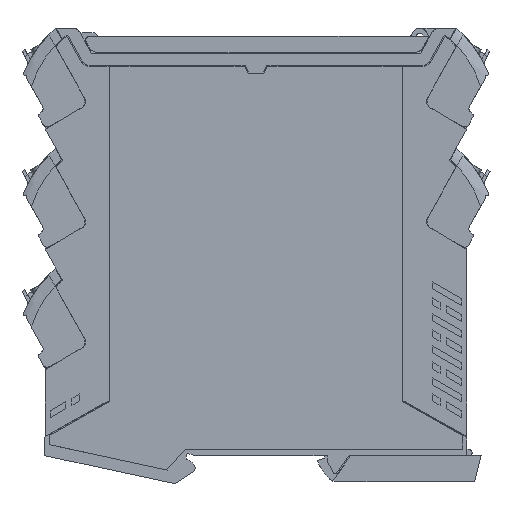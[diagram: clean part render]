
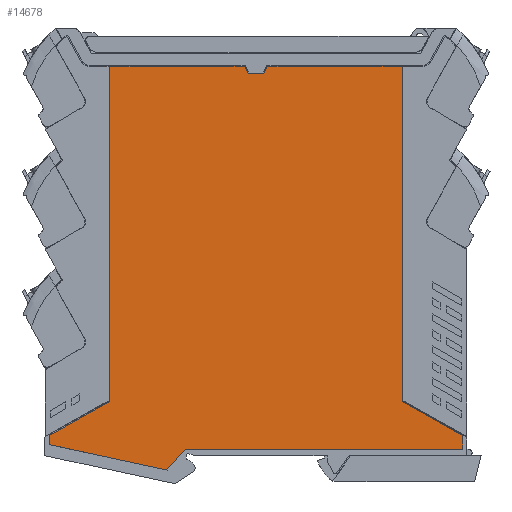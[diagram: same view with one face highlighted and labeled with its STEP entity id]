
A CAD part, left-side view. The second image highlights one B-rep face of the part: STEP entity #14678.
In plain terms, the highlighted planar face has unit normal (-1, 0, 0).
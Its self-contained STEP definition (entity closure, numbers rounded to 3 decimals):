
#2476=AXIS2_PLACEMENT_3D('Plane Axis2P3D',#2473,#2474,#2475) ;
#2473=CARTESIAN_POINT('Axis2P3D Location',(0.,111.367,8.535)) ;
#10454=CARTESIAN_POINT('Vertex',(0.,22.005,20.571)) ;
#10457=CARTESIAN_POINT('Line Origine',(0.,14.389,16.305)) ;
#10461=CARTESIAN_POINT('Vertex',(0.,6.773,12.04)) ;
#10486=CARTESIAN_POINT('Vertex',(0.,22.005,104.524)) ;
#10489=CARTESIAN_POINT('Line Origine',(0.,22.005,62.547)) ;
#10502=CARTESIAN_POINT('Line Origine',(0.,37.14,104.524)) ;
#10506=CARTESIAN_POINT('Vertex',(0.,52.274,104.524)) ;
#10513=CARTESIAN_POINT('Vertex',(0.,55.774,104.524)) ;
#10516=CARTESIAN_POINT('Line Origine',(0.,54.024,104.524)) ;
#10539=CARTESIAN_POINT('Vertex',(0.,56.66,102.624)) ;
#10542=CARTESIAN_POINT('Line Origine',(0.,56.217,103.574)) ;
#10564=CARTESIAN_POINT('Vertex',(0.,60.55,102.624)) ;
#10567=CARTESIAN_POINT('Line Origine',(0.,58.605,102.624)) ;
#10589=CARTESIAN_POINT('Vertex',(0.,61.436,104.524)) ;
#10592=CARTESIAN_POINT('Line Origine',(0.,60.993,103.574)) ;
#10605=CARTESIAN_POINT('Line Origine',(0.,63.186,104.524)) ;
#10609=CARTESIAN_POINT('Vertex',(0.,64.936,104.524)) ;
#10616=CARTESIAN_POINT('Vertex',(0.,95.205,104.524)) ;
#10619=CARTESIAN_POINT('Line Origine',(0.,80.07,104.524)) ;
#10642=CARTESIAN_POINT('Vertex',(0.,95.205,20.571)) ;
#10645=CARTESIAN_POINT('Line Origine',(0.,95.205,62.547)) ;
#10667=CARTESIAN_POINT('Vertex',(0.,110.437,12.04)) ;
#10670=CARTESIAN_POINT('Line Origine',(0.,102.821,16.305)) ;
#10692=CARTESIAN_POINT('Vertex',(0.,110.437,9.771)) ;
#10695=CARTESIAN_POINT('Line Origine',(0.,110.437,10.906)) ;
#10717=CARTESIAN_POINT('Vertex',(0.,80.884,3.413)) ;
#10720=CARTESIAN_POINT('Line Origine',(0.,95.661,6.592)) ;
#10742=CARTESIAN_POINT('Line Origine',(0.,78.847,5.745)) ;
#10746=CARTESIAN_POINT('Vertex',(0.,76.81,8.077)) ;
#10753=CARTESIAN_POINT('Vertex',(0.,76.332,8.624)) ;
#10756=CARTESIAN_POINT('Line Origine',(0.,76.568,8.353)) ;
#10760=CARTESIAN_POINT('Vertex',(0.,76.805,8.082)) ;
#10763=CARTESIAN_POINT('Line Origine',(0.,76.808,8.079)) ;
#10789=CARTESIAN_POINT('Vertex',(0.,6.773,8.624)) ;
#10792=CARTESIAN_POINT('Line Origine',(0.,41.552,8.624)) ;
#10810=CARTESIAN_POINT('Line Origine',(0.,6.773,10.332)) ;
#2474=DIRECTION('Axis2P3D Direction',(-1.,0.,0.)) ;
#2475=DIRECTION('Axis2P3D XDirection',(0.,-1.,0.)) ;
#10458=DIRECTION('Vector Direction',(0.,0.872,0.489)) ;
#10490=DIRECTION('Vector Direction',(0.,0.,1.)) ;
#10503=DIRECTION('Vector Direction',(0.,1.,0.)) ;
#10517=DIRECTION('Vector Direction',(0.,1.,0.)) ;
#10543=DIRECTION('Vector Direction',(0.,-0.423,0.906)) ;
#10568=DIRECTION('Vector Direction',(0.,1.,0.)) ;
#10593=DIRECTION('Vector Direction',(0.,0.423,0.906)) ;
#10606=DIRECTION('Vector Direction',(0.,1.,0.)) ;
#10620=DIRECTION('Vector Direction',(0.,1.,0.)) ;
#10646=DIRECTION('Vector Direction',(0.,0.,-1.)) ;
#10671=DIRECTION('Vector Direction',(0.,0.872,-0.489)) ;
#10696=DIRECTION('Vector Direction',(0.,0.,-1.)) ;
#10721=DIRECTION('Vector Direction',(0.,-0.978,-0.21)) ;
#10743=DIRECTION('Vector Direction',(0.,-0.658,0.753)) ;
#10757=DIRECTION('Vector Direction',(0.,-0.658,0.753)) ;
#10764=DIRECTION('Vector Direction',(0.,-0.658,0.753)) ;
#10793=DIRECTION('Vector Direction',(0.,1.,0.)) ;
#10811=DIRECTION('Vector Direction',(0.,0.,1.)) ;
#10459=VECTOR('Line Direction',#10458,1.) ;
#10491=VECTOR('Line Direction',#10490,1.) ;
#10504=VECTOR('Line Direction',#10503,1.) ;
#10518=VECTOR('Line Direction',#10517,1.) ;
#10544=VECTOR('Line Direction',#10543,1.) ;
#10569=VECTOR('Line Direction',#10568,1.) ;
#10594=VECTOR('Line Direction',#10593,1.) ;
#10607=VECTOR('Line Direction',#10606,1.) ;
#10621=VECTOR('Line Direction',#10620,1.) ;
#10647=VECTOR('Line Direction',#10646,1.) ;
#10672=VECTOR('Line Direction',#10671,1.) ;
#10697=VECTOR('Line Direction',#10696,1.) ;
#10722=VECTOR('Line Direction',#10721,1.) ;
#10744=VECTOR('Line Direction',#10743,1.) ;
#10758=VECTOR('Line Direction',#10757,1.) ;
#10765=VECTOR('Line Direction',#10764,1.) ;
#10794=VECTOR('Line Direction',#10793,1.) ;
#10812=VECTOR('Line Direction',#10811,1.) ;
#14659=ORIENTED_EDGE('',*,*,#10571,.T.) ;
#14660=ORIENTED_EDGE('',*,*,#10596,.T.) ;
#14661=ORIENTED_EDGE('',*,*,#10611,.T.) ;
#14662=ORIENTED_EDGE('',*,*,#10623,.T.) ;
#14663=ORIENTED_EDGE('',*,*,#10649,.T.) ;
#14664=ORIENTED_EDGE('',*,*,#10674,.T.) ;
#14665=ORIENTED_EDGE('',*,*,#10699,.T.) ;
#14666=ORIENTED_EDGE('',*,*,#10724,.T.) ;
#14667=ORIENTED_EDGE('',*,*,#10748,.T.) ;
#14668=ORIENTED_EDGE('',*,*,#10767,.T.) ;
#14669=ORIENTED_EDGE('',*,*,#10762,.T.) ;
#14670=ORIENTED_EDGE('',*,*,#10796,.T.) ;
#14671=ORIENTED_EDGE('',*,*,#10814,.T.) ;
#14672=ORIENTED_EDGE('',*,*,#10463,.T.) ;
#14673=ORIENTED_EDGE('',*,*,#10493,.T.) ;
#14674=ORIENTED_EDGE('',*,*,#10508,.T.) ;
#14675=ORIENTED_EDGE('',*,*,#10520,.T.) ;
#14676=ORIENTED_EDGE('',*,*,#10546,.T.) ;
#14678=ADVANCED_FACE('GEHAEUSE',(#14677),#2477,.T.) ;
#10463=EDGE_CURVE('',#10462,#10455,#10460,.T.) ;
#10493=EDGE_CURVE('',#10455,#10487,#10492,.T.) ;
#10508=EDGE_CURVE('',#10487,#10507,#10505,.T.) ;
#10520=EDGE_CURVE('',#10507,#10514,#10519,.T.) ;
#10546=EDGE_CURVE('',#10514,#10540,#10545,.F.) ;
#10571=EDGE_CURVE('',#10540,#10565,#10570,.T.) ;
#10596=EDGE_CURVE('',#10565,#10590,#10595,.T.) ;
#10611=EDGE_CURVE('',#10590,#10610,#10608,.T.) ;
#10623=EDGE_CURVE('',#10610,#10617,#10622,.T.) ;
#10649=EDGE_CURVE('',#10617,#10643,#10648,.T.) ;
#10674=EDGE_CURVE('',#10643,#10668,#10673,.T.) ;
#10699=EDGE_CURVE('',#10668,#10693,#10698,.T.) ;
#10724=EDGE_CURVE('',#10693,#10718,#10723,.T.) ;
#10748=EDGE_CURVE('',#10718,#10747,#10745,.T.) ;
#10762=EDGE_CURVE('',#10761,#10754,#10759,.T.) ;
#10767=EDGE_CURVE('',#10747,#10761,#10766,.T.) ;
#10796=EDGE_CURVE('',#10754,#10790,#10795,.F.) ;
#10814=EDGE_CURVE('',#10790,#10462,#10813,.T.) ;
#14658=EDGE_LOOP('',(#14659,#14660,#14661,#14662,#14663,#14664,#14665,#14666,#14667,#14668,#14669,#14670,#14671,#14672,#14673,#14674,#14675,#14676)) ;
#14677=FACE_OUTER_BOUND('',#14658,.T.) ;
#10460=LINE('Line',#10457,#10459) ;
#10492=LINE('Line',#10489,#10491) ;
#10505=LINE('Line',#10502,#10504) ;
#10519=LINE('Line',#10516,#10518) ;
#10545=LINE('Line',#10542,#10544) ;
#10570=LINE('Line',#10567,#10569) ;
#10595=LINE('Line',#10592,#10594) ;
#10608=LINE('Line',#10605,#10607) ;
#10622=LINE('Line',#10619,#10621) ;
#10648=LINE('Line',#10645,#10647) ;
#10673=LINE('Line',#10670,#10672) ;
#10698=LINE('Line',#10695,#10697) ;
#10723=LINE('Line',#10720,#10722) ;
#10745=LINE('Line',#10742,#10744) ;
#10759=LINE('Line',#10756,#10758) ;
#10766=LINE('Line',#10763,#10765) ;
#10795=LINE('Line',#10792,#10794) ;
#10813=LINE('Line',#10810,#10812) ;
#2477=PLANE('',#2476) ;
#10455=VERTEX_POINT('',#10454) ;
#10462=VERTEX_POINT('',#10461) ;
#10487=VERTEX_POINT('',#10486) ;
#10507=VERTEX_POINT('',#10506) ;
#10514=VERTEX_POINT('',#10513) ;
#10540=VERTEX_POINT('',#10539) ;
#10565=VERTEX_POINT('',#10564) ;
#10590=VERTEX_POINT('',#10589) ;
#10610=VERTEX_POINT('',#10609) ;
#10617=VERTEX_POINT('',#10616) ;
#10643=VERTEX_POINT('',#10642) ;
#10668=VERTEX_POINT('',#10667) ;
#10693=VERTEX_POINT('',#10692) ;
#10718=VERTEX_POINT('',#10717) ;
#10747=VERTEX_POINT('',#10746) ;
#10754=VERTEX_POINT('',#10753) ;
#10761=VERTEX_POINT('',#10760) ;
#10790=VERTEX_POINT('',#10789) ;
